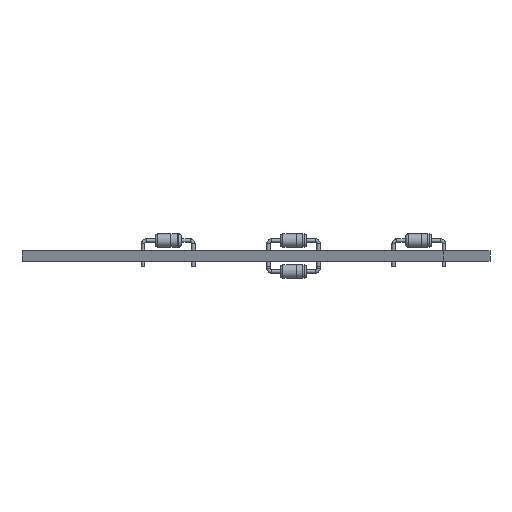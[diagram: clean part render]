
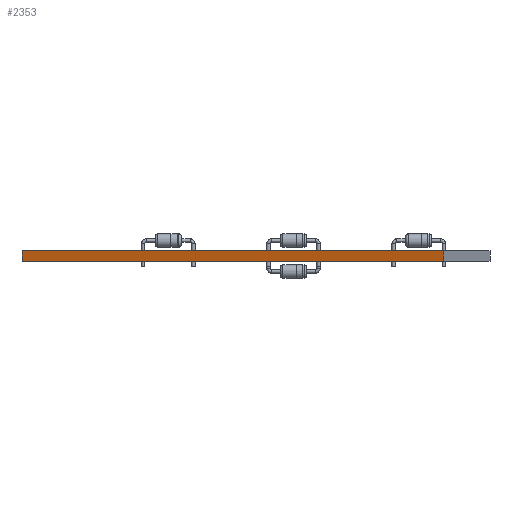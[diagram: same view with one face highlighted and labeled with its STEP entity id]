
A CAD part, front view. The second image highlights one B-rep face of the part: STEP entity #2353.
In plain terms, the highlighted planar face has unit normal (-0.351, -0.936, 0).
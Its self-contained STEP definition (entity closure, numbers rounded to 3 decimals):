
#610 = VERTEX_POINT('',#611);
#611 = CARTESIAN_POINT('',(139.,-148.,0.));
#617 = EDGE_CURVE('',#610,#618,#620,.T.);
#618 = VERTEX_POINT('',#619);
#619 = CARTESIAN_POINT('',(75.,-124.,0.));
#620 = LINE('',#621,#622);
#621 = CARTESIAN_POINT('',(139.,-148.,0.));
#622 = VECTOR('',#623,1.);
#623 = DIRECTION('',(-0.936,0.351,0.));
#1459 = VERTEX_POINT('',#1460);
#1460 = CARTESIAN_POINT('',(139.,-148.,1.6));
#1466 = EDGE_CURVE('',#1459,#1467,#1469,.T.);
#1467 = VERTEX_POINT('',#1468);
#1468 = CARTESIAN_POINT('',(75.,-124.,1.6));
#1469 = LINE('',#1470,#1471);
#1470 = CARTESIAN_POINT('',(139.,-148.,1.6));
#1471 = VECTOR('',#1472,1.);
#1472 = DIRECTION('',(-0.936,0.351,0.));
#2323 = EDGE_CURVE('',#618,#1467,#2324,.T.);
#2324 = LINE('',#2325,#2326);
#2325 = CARTESIAN_POINT('',(75.,-124.,0.));
#2326 = VECTOR('',#2327,1.);
#2327 = DIRECTION('',(0.,0.,1.));
#2353 = ADVANCED_FACE('',(#2354),#2365,.T.);
#2354 = FACE_BOUND('',#2355,.T.);
#2355 = EDGE_LOOP('',(#2356,#2362,#2363,#2364));
#2356 = ORIENTED_EDGE('',*,*,#2357,.T.);
#2357 = EDGE_CURVE('',#610,#1459,#2358,.T.);
#2358 = LINE('',#2359,#2360);
#2359 = CARTESIAN_POINT('',(139.,-148.,0.));
#2360 = VECTOR('',#2361,1.);
#2361 = DIRECTION('',(0.,0.,1.));
#2362 = ORIENTED_EDGE('',*,*,#1466,.T.);
#2363 = ORIENTED_EDGE('',*,*,#2323,.F.);
#2364 = ORIENTED_EDGE('',*,*,#617,.F.);
#2365 = PLANE('',#2366);
#2366 = AXIS2_PLACEMENT_3D('',#2367,#2368,#2369);
#2367 = CARTESIAN_POINT('',(139.,-148.,0.));
#2368 = DIRECTION('',(-0.351,-0.936,0.));
#2369 = DIRECTION('',(-0.936,0.351,0.));
